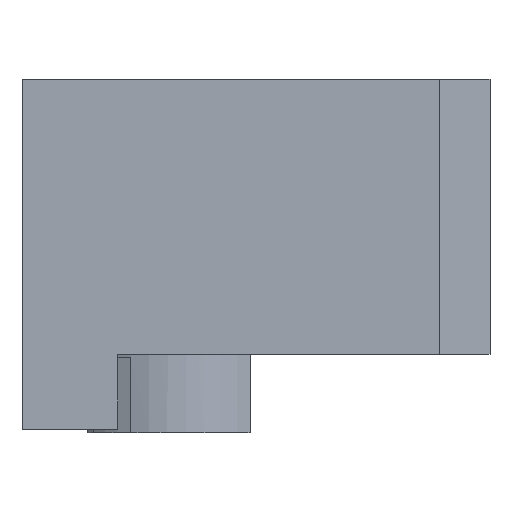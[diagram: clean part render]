
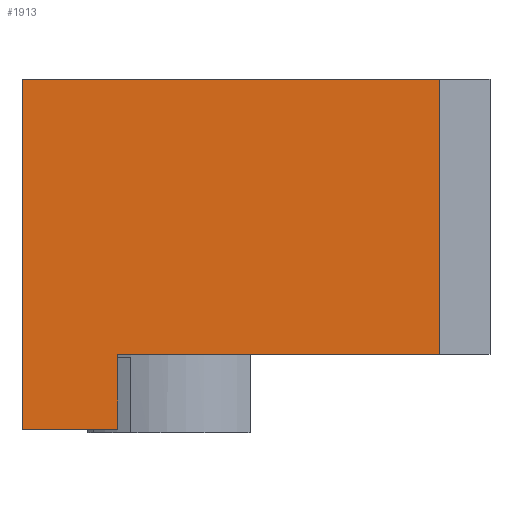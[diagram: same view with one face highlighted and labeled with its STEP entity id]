
A CAD part, left-side view. The second image highlights one B-rep face of the part: STEP entity #1913.
In plain terms, the highlighted planar face has unit normal (-1, 0, 0).
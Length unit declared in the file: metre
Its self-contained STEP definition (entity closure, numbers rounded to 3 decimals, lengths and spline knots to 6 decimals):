
#448=ORIENTED_EDGE('',*,*,#823,.T.);
#449=ORIENTED_EDGE('',*,*,#822,.F.);
#450=ORIENTED_EDGE('',*,*,#819,.T.);
#451=ORIENTED_EDGE('',*,*,#817,.T.);
#452=ORIENTED_EDGE('',*,*,#815,.F.);
#453=ORIENTED_EDGE('',*,*,#825,.T.);
#815=EDGE_CURVE('',#1024,#1025,#1210,.T.);
#817=EDGE_CURVE('',#1026,#1025,#1212,.T.);
#819=EDGE_CURVE('',#1027,#1026,#1214,.T.);
#822=EDGE_CURVE('',#1027,#1028,#1217,.T.);
#823=EDGE_CURVE('',#1029,#1028,#1218,.T.);
#825=EDGE_CURVE('',#1024,#1029,#1220,.T.);
#1024=VERTEX_POINT('',#3055);
#1025=VERTEX_POINT('',#3057);
#1026=VERTEX_POINT('',#3061);
#1027=VERTEX_POINT('',#3065);
#1028=VERTEX_POINT('',#3069);
#1029=VERTEX_POINT('',#3073);
#1210=LINE('',#3056,#1415);
#1212=LINE('',#3060,#1417);
#1214=LINE('',#3064,#1419);
#1217=LINE('',#3070,#1422);
#1218=LINE('',#3072,#1423);
#1220=LINE('',#3076,#1425);
#1415=VECTOR('',#2489,1.);
#1417=VECTOR('',#2493,1.);
#1419=VECTOR('',#2497,1.);
#1422=VECTOR('',#2502,1.);
#1423=VECTOR('',#2505,1.);
#1425=VECTOR('',#2509,1.);
#1570=EDGE_LOOP('',(#448,#449,#450,#451,#452,#453));
#1718=FACE_BOUND('',#1570,.T.);
#1815=PLANE('',#2074);
#1913=ADVANCED_FACE('',(#1718),#1815,.F.);
#2074=AXIS2_PLACEMENT_3D('',#3077,#2510,#2511);
#2489=DIRECTION('',(0.,0.,-1.));
#2493=DIRECTION('',(0.,-1.,0.));
#2497=DIRECTION('',(0.,0.,1.));
#2502=DIRECTION('',(0.,1.,0.));
#2505=DIRECTION('',(0.,0.,-1.));
#2509=DIRECTION('',(0.,1.,0.));
#2510=DIRECTION('',(1.,0.,0.));
#2511=DIRECTION('',(0.,1.,0.));
#3055=CARTESIAN_POINT('',(-0.033945,-0.014244,0.0302));
#3056=CARTESIAN_POINT('',(-0.033945,-0.014244,0.0302));
#3057=CARTESIAN_POINT('',(-0.033945,-0.014244,0.008404));
#3060=CARTESIAN_POINT('',(-0.033945,-0.019508,0.008404));
#3061=CARTESIAN_POINT('',(-0.033945,0.011256,0.008404));
#3064=CARTESIAN_POINT('',(-0.033945,0.011256,0.019302));
#3065=CARTESIAN_POINT('',(-0.033945,0.011256,0.00247));
#3069=CARTESIAN_POINT('',(-0.033945,0.018824,0.00247));
#3070=CARTESIAN_POINT('',(-0.033945,-0.014244,0.00247));
#3072=CARTESIAN_POINT('',(-0.033945,0.018824,0.0302));
#3073=CARTESIAN_POINT('',(-0.033945,0.018824,0.0302));
#3076=CARTESIAN_POINT('',(-0.033945,-0.014244,0.0302));
#3077=CARTESIAN_POINT('',(-0.033945,-0.014244,0.0302));
